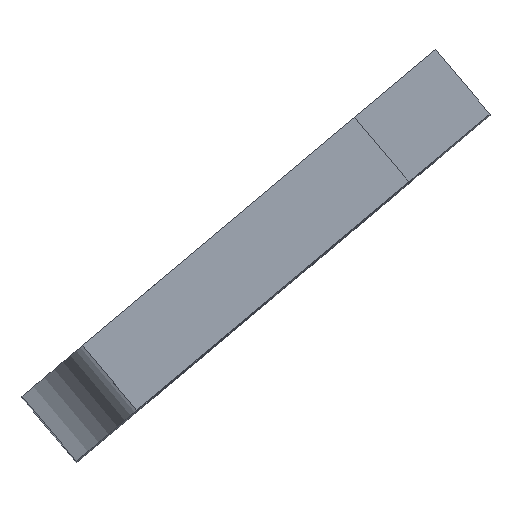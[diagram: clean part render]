
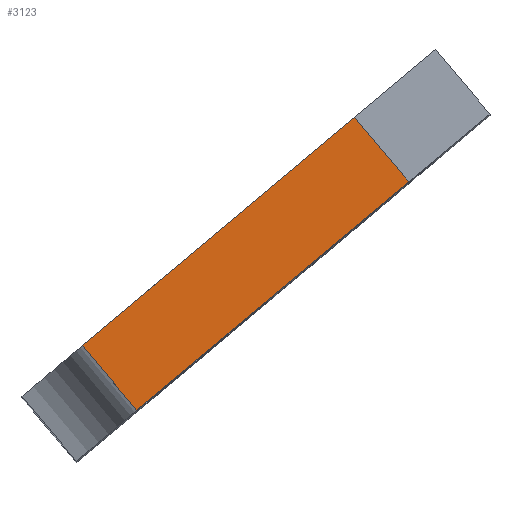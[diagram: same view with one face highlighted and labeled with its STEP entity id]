
A CAD part, top view. The second image highlights one B-rep face of the part: STEP entity #3123.
In plain terms, the highlighted planar face has unit normal (0, 0, 1).
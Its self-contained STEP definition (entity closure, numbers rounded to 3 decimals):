
#45 = PLANE('',#46);
#46 = AXIS2_PLACEMENT_3D('',#47,#48,#49);
#47 = CARTESIAN_POINT('',(6390.782,-7029.729,
    883.75));
#48 = DIRECTION('',(0.643,-0.766,0.));
#49 = DIRECTION('',(0.,0.,-1.));
#148 = PLANE('',#149);
#149 = AXIS2_PLACEMENT_3D('',#150,#151,#152);
#150 = CARTESIAN_POINT('',(6365.071,-6999.088,
    883.75));
#151 = DIRECTION('',(0.643,-0.766,0.));
#152 = DIRECTION('',(0.,0.,-1.));
#1360 = VERTEX_POINT('',#1361);
#1361 = CARTESIAN_POINT('',(6393.605,-6975.145,
    1383.75));
#1371 = CYLINDRICAL_SURFACE('',#1372,45.);
#1372 = AXIS2_PLACEMENT_3D('',#1373,#1374,#1375);
#1373 = CARTESIAN_POINT('',(6372.183,-7019.232,
    1379.));
#1374 = DIRECTION('',(0.643,-0.766,0.));
#1375 = DIRECTION('',(-0.762,-0.639,0.106));
#1394 = EDGE_CURVE('',#1395,#1360,#1397,.T.);
#1395 = VERTEX_POINT('',#1396);
#1396 = CARTESIAN_POINT('',(6419.316,-7005.786,
    1383.75));
#1397 = SURFACE_CURVE('',#1398,(#1402,#1409),.PCURVE_S1.);
#1398 = LINE('',#1399,#1400);
#1399 = CARTESIAN_POINT('',(6419.316,-7005.786,
    1383.75));
#1400 = VECTOR('',#1401,1.);
#1401 = DIRECTION('',(-0.643,0.766,0.));
#1402 = PCURVE('',#1371,#1403);
#1403 = DEFINITIONAL_REPRESENTATION('',(#1404),#1408);
#1404 = LINE('',#1405,#1406);
#1405 = CARTESIAN_POINT('',(3.353,19.996));
#1406 = VECTOR('',#1407,1.);
#1407 = DIRECTION('',(0.,-1.));
#1408 = ( GEOMETRIC_REPRESENTATION_CONTEXT(2) 
PARAMETRIC_REPRESENTATION_CONTEXT() REPRESENTATION_CONTEXT('2D SPACE',''
  ) );
#1409 = PCURVE('',#1410,#1415);
#1410 = PLANE('',#1411);
#1411 = AXIS2_PLACEMENT_3D('',#1412,#1413,#1414);
#1412 = CARTESIAN_POINT('',(6393.605,-6975.145,
    1383.75));
#1413 = DIRECTION('',(0.,0.,1.));
#1414 = DIRECTION('',(1.,0.,-0.));
#1415 = DEFINITIONAL_REPRESENTATION('',(#1416),#1420);
#1416 = LINE('',#1417,#1418);
#1417 = CARTESIAN_POINT('',(25.711,-30.641));
#1418 = VECTOR('',#1419,1.);
#1419 = DIRECTION('',(-0.643,0.766));
#1420 = ( GEOMETRIC_REPRESENTATION_CONTEXT(2) 
PARAMETRIC_REPRESENTATION_CONTEXT() REPRESENTATION_CONTEXT('2D SPACE',''
  ) );
#2566 = PLANE('',#2567);
#2567 = AXIS2_PLACEMENT_3D('',#2568,#2569,#2570);
#2568 = CARTESIAN_POINT('',(6547.821,-6897.958,
    1333.75));
#2569 = DIRECTION('',(0.766,0.643,0.));
#2570 = DIRECTION('',(0.,0.,-1.));
#2819 = VERTEX_POINT('',#2820);
#2820 = CARTESIAN_POINT('',(6522.111,-6867.317,
    1383.75));
#2841 = EDGE_CURVE('',#2819,#2842,#2844,.T.);
#2842 = VERTEX_POINT('',#2843);
#2843 = CARTESIAN_POINT('',(6547.821,-6897.958,
    1383.75));
#2844 = SURFACE_CURVE('',#2845,(#2849,#2856),.PCURVE_S1.);
#2845 = LINE('',#2846,#2847);
#2846 = CARTESIAN_POINT('',(6522.111,-6867.317,
    1383.75));
#2847 = VECTOR('',#2848,1.);
#2848 = DIRECTION('',(0.643,-0.766,0.));
#2849 = PCURVE('',#2566,#2850);
#2850 = DEFINITIONAL_REPRESENTATION('',(#2851),#2855);
#2851 = LINE('',#2852,#2853);
#2852 = CARTESIAN_POINT('',(-50.,39.998));
#2853 = VECTOR('',#2854,1.);
#2854 = DIRECTION('',(0.,-1.));
#2855 = ( GEOMETRIC_REPRESENTATION_CONTEXT(2) 
PARAMETRIC_REPRESENTATION_CONTEXT() REPRESENTATION_CONTEXT('2D SPACE',''
  ) );
#2856 = PCURVE('',#1410,#2857);
#2857 = DEFINITIONAL_REPRESENTATION('',(#2858),#2862);
#2858 = LINE('',#2859,#2860);
#2859 = CARTESIAN_POINT('',(128.506,107.828));
#2860 = VECTOR('',#2861,1.);
#2861 = DIRECTION('',(0.643,-0.766));
#2862 = ( GEOMETRIC_REPRESENTATION_CONTEXT(2) 
PARAMETRIC_REPRESENTATION_CONTEXT() REPRESENTATION_CONTEXT('2D SPACE',''
  ) );
#3022 = EDGE_CURVE('',#1395,#2842,#3023,.T.);
#3023 = SURFACE_CURVE('',#3024,(#3028,#3035),.PCURVE_S1.);
#3024 = LINE('',#3025,#3026);
#3025 = CARTESIAN_POINT('',(6419.316,-7005.786,
    1383.75));
#3026 = VECTOR('',#3027,1.);
#3027 = DIRECTION('',(0.766,0.643,0.));
#3028 = PCURVE('',#45,#3029);
#3029 = DEFINITIONAL_REPRESENTATION('',(#3030),#3034);
#3030 = LINE('',#3031,#3032);
#3031 = CARTESIAN_POINT('',(-500.,37.249));
#3032 = VECTOR('',#3033,1.);
#3033 = DIRECTION('',(0.,1.));
#3034 = ( GEOMETRIC_REPRESENTATION_CONTEXT(2) 
PARAMETRIC_REPRESENTATION_CONTEXT() REPRESENTATION_CONTEXT('2D SPACE',''
  ) );
#3035 = PCURVE('',#1410,#3036);
#3036 = DEFINITIONAL_REPRESENTATION('',(#3037),#3041);
#3037 = LINE('',#3038,#3039);
#3038 = CARTESIAN_POINT('',(25.711,-30.641));
#3039 = VECTOR('',#3040,1.);
#3040 = DIRECTION('',(0.766,0.643));
#3041 = ( GEOMETRIC_REPRESENTATION_CONTEXT(2) 
PARAMETRIC_REPRESENTATION_CONTEXT() REPRESENTATION_CONTEXT('2D SPACE',''
  ) );
#3123 = ADVANCED_FACE('',(#3124),#1410,.T.);
#3124 = FACE_BOUND('',#3125,.T.);
#3125 = EDGE_LOOP('',(#3126,#3147,#3148,#3149));
#3126 = ORIENTED_EDGE('',*,*,#3127,.F.);
#3127 = EDGE_CURVE('',#1360,#2819,#3128,.T.);
#3128 = SURFACE_CURVE('',#3129,(#3133,#3140),.PCURVE_S1.);
#3129 = LINE('',#3130,#3131);
#3130 = CARTESIAN_POINT('',(6393.605,-6975.145,
    1383.75));
#3131 = VECTOR('',#3132,1.);
#3132 = DIRECTION('',(0.766,0.643,0.));
#3133 = PCURVE('',#1410,#3134);
#3134 = DEFINITIONAL_REPRESENTATION('',(#3135),#3139);
#3135 = LINE('',#3136,#3137);
#3136 = CARTESIAN_POINT('',(0.,0.));
#3137 = VECTOR('',#3138,1.);
#3138 = DIRECTION('',(0.766,0.643));
#3139 = ( GEOMETRIC_REPRESENTATION_CONTEXT(2) 
PARAMETRIC_REPRESENTATION_CONTEXT() REPRESENTATION_CONTEXT('2D SPACE',''
  ) );
#3140 = PCURVE('',#148,#3141);
#3141 = DEFINITIONAL_REPRESENTATION('',(#3142),#3146);
#3142 = LINE('',#3143,#3144);
#3143 = CARTESIAN_POINT('',(-500.,37.249));
#3144 = VECTOR('',#3145,1.);
#3145 = DIRECTION('',(0.,1.));
#3146 = ( GEOMETRIC_REPRESENTATION_CONTEXT(2) 
PARAMETRIC_REPRESENTATION_CONTEXT() REPRESENTATION_CONTEXT('2D SPACE',''
  ) );
#3147 = ORIENTED_EDGE('',*,*,#1394,.F.);
#3148 = ORIENTED_EDGE('',*,*,#3022,.T.);
#3149 = ORIENTED_EDGE('',*,*,#2841,.F.);
